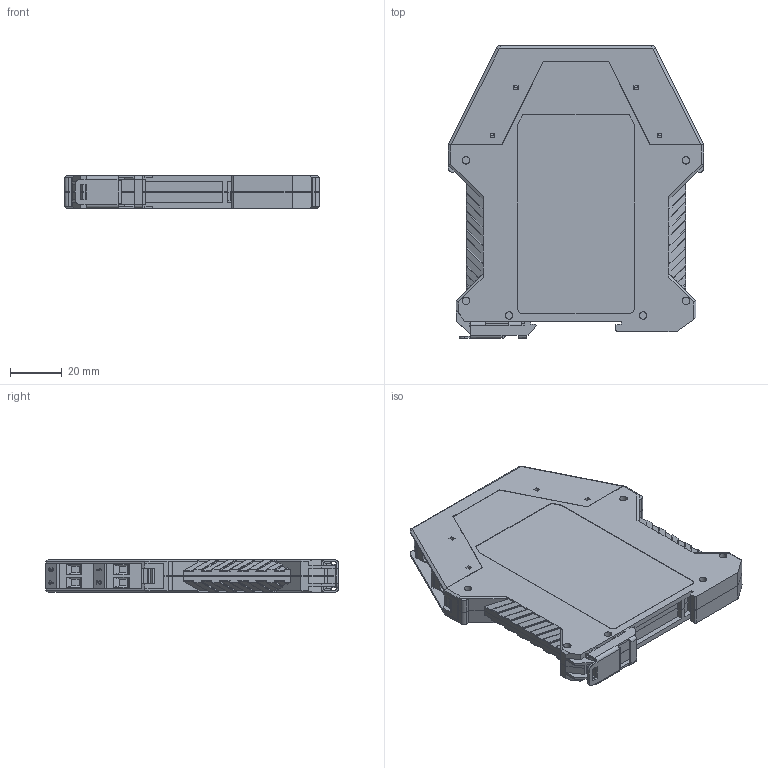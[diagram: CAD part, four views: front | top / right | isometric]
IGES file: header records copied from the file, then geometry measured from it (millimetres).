
Global section: file name: No Iges File Name specified; native system: Autodesk Inventor 2012; preprocessor: AutoDesk Inventor Iges Exporter R2012; author: d.geisbauer; date: 20110809.104633; units: millimetre
Bounding box: 99 x 113.65 x 12.6 mm (x, y, z)
Volume: 108014.6 mm3; surface area: 32871.4 mm2
Topology: 1 solids, 1 shells, 1649 faces, 4394 edges, 2814 vertices
Faces by surface type: bspline 1649
